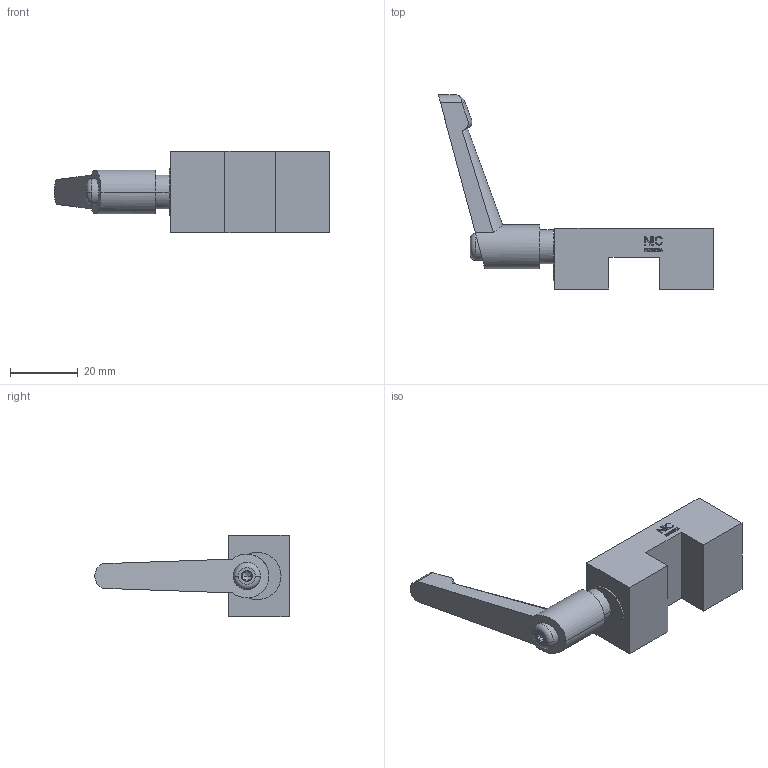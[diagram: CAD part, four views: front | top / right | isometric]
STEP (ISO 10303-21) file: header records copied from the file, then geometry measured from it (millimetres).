
FILE_DESCRIPTION((''),'2;1');
FILE_NAME('NK1501A-NIC','2023-07-12T20:50:05',('lx'),(''),'CREO PARAMETRIC BY PTC INC, 2018100','CREO PARAMETRIC BY PTC INC, 2018100','');
FILE_SCHEMA(('CONFIG_CONTROL_DESIGN'));
Length unit declared in the file: millimetre
Products named in the file (1): NK1501A-NIC
Bounding box: 81.5 x 57.5 x 24 mm (x, y, z)
Volume: 21609.8 mm3; surface area: 8092.8 mm2
Topology: 1 solids, 3 shells, 273 faces, 736 edges, 488 vertices
Faces by surface type: plane 223, cylinder 36, cone 10, torus 4
Entity records: 8754 total; most frequent: CARTESIAN_POINT 1901, ORIENTED_EDGE 1466, DIRECTION 1287, EDGE_CURVE 734, VECTOR 621, LINE 621, VERTEX_POINT 488, AXIS2_PLACEMENT_3D 333
